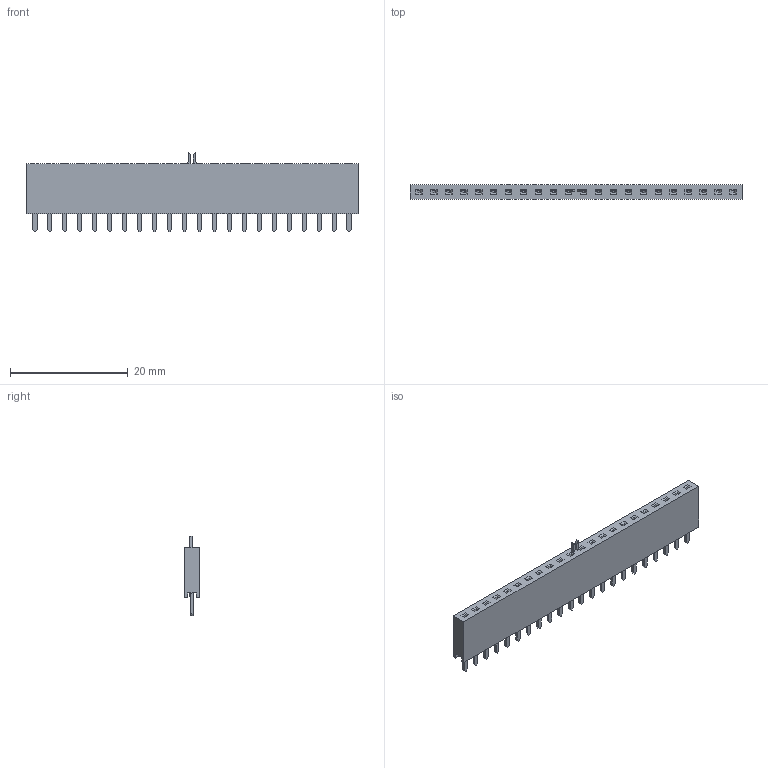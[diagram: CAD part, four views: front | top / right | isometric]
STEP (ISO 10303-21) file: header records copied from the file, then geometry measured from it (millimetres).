
FILE_DESCRIPTION( ( 'Unknown' ), '1' );
FILE_NAME( '61302211821.stp', 'Unknown', ( 'Unknown' ), ( 'Unknown' ), 'PSStep 14.0', 'Unknown', ' ' );
FILE_SCHEMA( ( 'AUTOMOTIVE_DESIGN { 1 0 10303 214 1 1 1 1 }' ) );
Length unit declared in the file: millimetre
Products named in the file (3): Assem1; 6130xx11821_PIN; 61302211821
Bounding box: 56.38 x 2.5 x 13.53 mm (x, y, z)
Surface area: 5011.1 mm2
Topology: 25 solids, 25 shells, 1123 faces, 3043 edges, 1970 vertices
Faces by surface type: plane 1031, cylinder 46, extrusion 46
Entity records: 11661 total; most frequent: CARTESIAN_POINT 1652, ORIENTED_EDGE 1594, DIRECTION 1441, EDGE_CURVE 797, VECTOR 791, LINE 789, VERTEX_POINT 502, EDGE_LOOP 343
